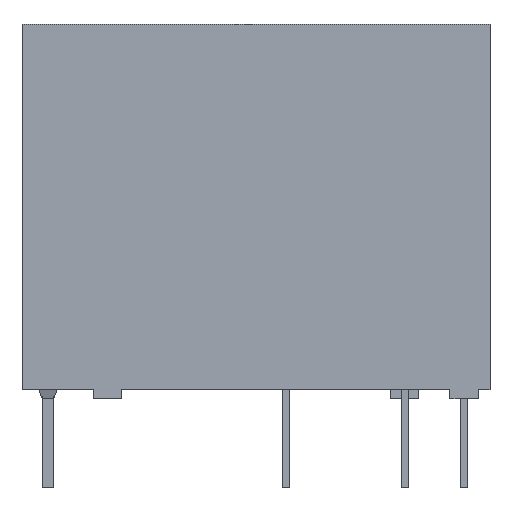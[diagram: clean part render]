
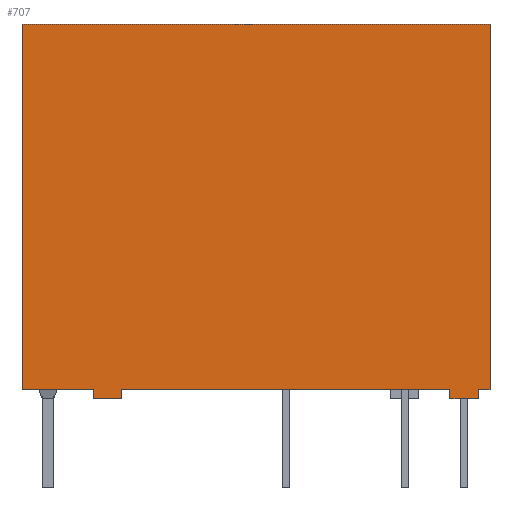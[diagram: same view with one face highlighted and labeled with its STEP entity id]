
A CAD part, top view. The second image highlights one B-rep face of the part: STEP entity #707.
In plain terms, the highlighted planar face has unit normal (0, 0, 1).
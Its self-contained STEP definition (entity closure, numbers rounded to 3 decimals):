
#21 = VECTOR ( 'NONE', #255, 1000. ) ;
#36 = CARTESIAN_POINT ( 'NONE',  ( -5.75, 0., 5. ) ) ;
#45 = PLANE ( 'NONE',  #405 ) ;
#72 = CARTESIAN_POINT ( 'NONE',  ( -6.95, 0., 5. ) ) ;
#124 = DIRECTION ( 'NONE',  ( -1., 0., 0. ) ) ;
#156 = CARTESIAN_POINT ( 'NONE',  ( -6.95, 0.4, 5. ) ) ;
#168 = VERTEX_POINT ( 'NONE', #623 ) ;
#176 = DIRECTION ( 'NONE',  ( 0., -1., 0. ) ) ;
#220 = VECTOR ( 'NONE', #2222, 1000. ) ;
#226 = CARTESIAN_POINT ( 'NONE',  ( 8.29, 0., 5. ) ) ;
#231 = VERTEX_POINT ( 'NONE', #2094 ) ;
#247 = LINE ( 'NONE', #1842, #1497 ) ;
#255 = DIRECTION ( 'NONE',  ( -1., 0., 0. ) ) ;
#271 = VECTOR ( 'NONE', #2032, 1000. ) ;
#329 = VERTEX_POINT ( 'NONE', #862 ) ;
#341 = VERTEX_POINT ( 'NONE', #2153 ) ;
#376 = VERTEX_POINT ( 'NONE', #2181 ) ;
#379 = ORIENTED_EDGE ( 'NONE', *, *, #597, .T. ) ;
#405 = AXIS2_PLACEMENT_3D ( 'NONE', #1713, #411, #610 ) ;
#411 = DIRECTION ( 'NONE',  ( 0., 0., -1. ) ) ;
#450 = LINE ( 'NONE', #2338, #701 ) ;
#461 = ORIENTED_EDGE ( 'NONE', *, *, #770, .F. ) ;
#484 = LINE ( 'NONE', #506, #2051 ) ;
#489 = LINE ( 'NONE', #1481, #220 ) ;
#505 = LINE ( 'NONE', #2218, #271 ) ;
#506 = CARTESIAN_POINT ( 'NONE',  ( 9.49, 0.4, 5. ) ) ;
#513 = LINE ( 'NONE', #1503, #1283 ) ;
#536 = EDGE_CURVE ( 'NONE', #1600, #1918, #1076, .T. ) ;
#597 = EDGE_CURVE ( 'NONE', #858, #1918, #489, .T. ) ;
#599 = VECTOR ( 'NONE', #176, 1000. ) ;
#610 = DIRECTION ( 'NONE',  ( -1., 0., 0. ) ) ;
#623 = CARTESIAN_POINT ( 'NONE',  ( 10., 0.4, 5. ) ) ;
#646 = VERTEX_POINT ( 'NONE', #1695 ) ;
#701 = VECTOR ( 'NONE', #124, 1000. ) ;
#707 = ADVANCED_FACE ( 'NONE', ( #2377 ), #45, .F. ) ;
#759 = VERTEX_POINT ( 'NONE', #1748 ) ;
#762 = EDGE_CURVE ( 'NONE', #646, #341, #513, .T. ) ;
#770 = EDGE_CURVE ( 'NONE', #376, #1600, #1499, .T. ) ;
#776 = LINE ( 'NONE', #2017, #599 ) ;
#801 = ORIENTED_EDGE ( 'NONE', *, *, #1097, .F. ) ;
#827 = CARTESIAN_POINT ( 'NONE',  ( 0., 0.4, 5. ) ) ;
#858 = VERTEX_POINT ( 'NONE', #72 ) ;
#862 = CARTESIAN_POINT ( 'NONE',  ( 10., 16., 5. ) ) ;
#879 = CARTESIAN_POINT ( 'NONE',  ( -5.75, 0.4, 5. ) ) ;
#922 = DIRECTION ( 'NONE',  ( 0., -1., 0. ) ) ;
#933 = VECTOR ( 'NONE', #1469, 1000. ) ;
#961 = EDGE_CURVE ( 'NONE', #168, #759, #450, .T. ) ;
#990 = CARTESIAN_POINT ( 'NONE',  ( 8.29, 0.4, 5. ) ) ;
#1076 = LINE ( 'NONE', #2044, #2056 ) ;
#1085 = ORIENTED_EDGE ( 'NONE', *, *, #2180, .F. ) ;
#1089 = EDGE_CURVE ( 'NONE', #646, #858, #1192, .T. ) ;
#1097 = EDGE_CURVE ( 'NONE', #759, #231, #484, .T. ) ;
#1111 = ORIENTED_EDGE ( 'NONE', *, *, #1716, .F. ) ;
#1129 = ORIENTED_EDGE ( 'NONE', *, *, #1132, .T. ) ;
#1132 = EDGE_CURVE ( 'NONE', #1363, #231, #247, .T. ) ;
#1143 = EDGE_CURVE ( 'NONE', #1509, #341, #1941, .T. ) ;
#1190 = LINE ( 'NONE', #990, #1581 ) ;
#1192 = LINE ( 'NONE', #156, #2277 ) ;
#1270 = DIRECTION ( 'NONE',  ( 1., 0., 0. ) ) ;
#1283 = VECTOR ( 'NONE', #1559, 1000. ) ;
#1286 = DIRECTION ( 'NONE',  ( 0., -1., 0. ) ) ;
#1291 = ORIENTED_EDGE ( 'NONE', *, *, #1089, .T. ) ;
#1337 = ORIENTED_EDGE ( 'NONE', *, *, #1425, .T. ) ;
#1363 = VERTEX_POINT ( 'NONE', #226 ) ;
#1371 = CARTESIAN_POINT ( 'NONE',  ( -10., 16., 5. ) ) ;
#1425 = EDGE_CURVE ( 'NONE', #376, #1363, #1190, .T. ) ;
#1469 = DIRECTION ( 'NONE',  ( 0., -1., 0. ) ) ;
#1481 = CARTESIAN_POINT ( 'NONE',  ( -10., 0., 5. ) ) ;
#1497 = VECTOR ( 'NONE', #1270, 1000. ) ;
#1499 = LINE ( 'NONE', #827, #21 ) ;
#1503 = CARTESIAN_POINT ( 'NONE',  ( 0., 0.4, 5. ) ) ;
#1509 = VERTEX_POINT ( 'NONE', #1371 ) ;
#1547 = DIRECTION ( 'NONE',  ( 0., -1., 0. ) ) ;
#1559 = DIRECTION ( 'NONE',  ( -1., 0., 0. ) ) ;
#1581 = VECTOR ( 'NONE', #1547, 1000. ) ;
#1600 = VERTEX_POINT ( 'NONE', #879 ) ;
#1695 = CARTESIAN_POINT ( 'NONE',  ( -6.95, 0.4, 5. ) ) ;
#1713 = CARTESIAN_POINT ( 'NONE',  ( -10., 16., 5. ) ) ;
#1716 = EDGE_CURVE ( 'NONE', #329, #168, #776, .T. ) ;
#1748 = CARTESIAN_POINT ( 'NONE',  ( 9.49, 0.4, 5. ) ) ;
#1819 = CARTESIAN_POINT ( 'NONE',  ( -10., 16., 5. ) ) ;
#1842 = CARTESIAN_POINT ( 'NONE',  ( -10., 0., 5. ) ) ;
#1883 = ORIENTED_EDGE ( 'NONE', *, *, #961, .F. ) ;
#1915 = ORIENTED_EDGE ( 'NONE', *, *, #1143, .T. ) ;
#1918 = VERTEX_POINT ( 'NONE', #36 ) ;
#1941 = LINE ( 'NONE', #1819, #933 ) ;
#1949 = ORIENTED_EDGE ( 'NONE', *, *, #762, .F. ) ;
#2017 = CARTESIAN_POINT ( 'NONE',  ( 10., 16., 5. ) ) ;
#2032 = DIRECTION ( 'NONE',  ( 1., 0., 0. ) ) ;
#2044 = CARTESIAN_POINT ( 'NONE',  ( -5.75, 0.4, 5. ) ) ;
#2051 = VECTOR ( 'NONE', #922, 1000. ) ;
#2056 = VECTOR ( 'NONE', #1286, 1000. ) ;
#2094 = CARTESIAN_POINT ( 'NONE',  ( 9.49, 0., 5. ) ) ;
#2153 = CARTESIAN_POINT ( 'NONE',  ( -10., 0.4, 5. ) ) ;
#2179 = ORIENTED_EDGE ( 'NONE', *, *, #536, .F. ) ;
#2180 = EDGE_CURVE ( 'NONE', #1509, #329, #505, .T. ) ;
#2181 = CARTESIAN_POINT ( 'NONE',  ( 8.29, 0.4, 5. ) ) ;
#2197 = DIRECTION ( 'NONE',  ( 0., -1., 0. ) ) ;
#2208 = EDGE_LOOP ( 'NONE', ( #1129, #801, #1883, #1111, #1085, #1915, #1949, #1291, #379, #2179, #461, #1337 ) ) ;
#2218 = CARTESIAN_POINT ( 'NONE',  ( -10., 16., 5. ) ) ;
#2222 = DIRECTION ( 'NONE',  ( 1., 0., 0. ) ) ;
#2277 = VECTOR ( 'NONE', #2197, 1000. ) ;
#2338 = CARTESIAN_POINT ( 'NONE',  ( 0., 0.4, 5. ) ) ;
#2377 = FACE_OUTER_BOUND ( 'NONE', #2208, .T. ) ;
